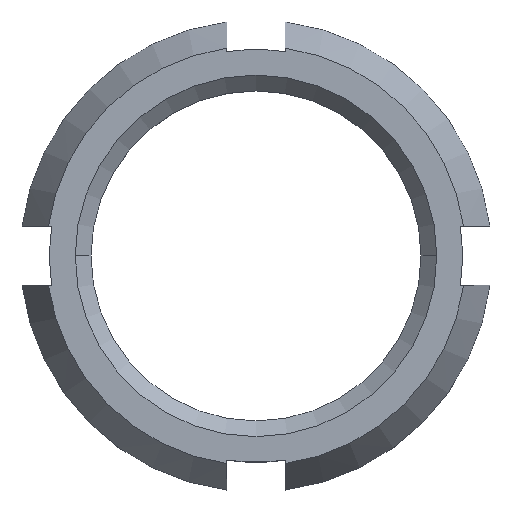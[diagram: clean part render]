
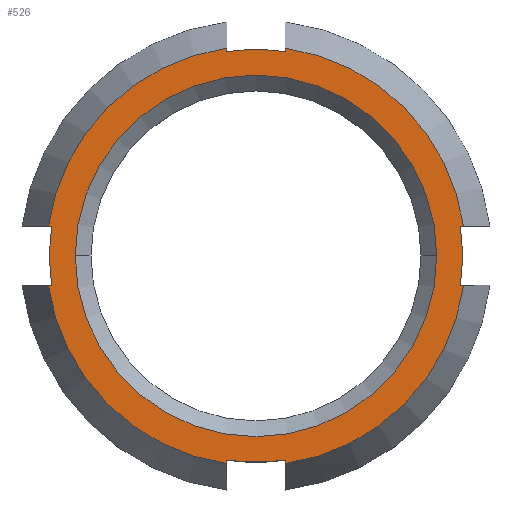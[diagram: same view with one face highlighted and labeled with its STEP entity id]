
A CAD part, top view. The second image highlights one B-rep face of the part: STEP entity #526.
In plain terms, the highlighted planar face has unit normal (0, 0, 1).
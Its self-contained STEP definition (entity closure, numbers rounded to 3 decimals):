
#144=CARTESIAN_POINT('',(4.575,0.,16.1));
#145=VERTEX_POINT('',#144);
#159=CARTESIAN_POINT('',(-4.625,0.,16.1));
#160=VERTEX_POINT('',#159);
#167=CARTESIAN_POINT('',(-0.025,0.,16.1));
#168=DIRECTION('',(0.0,0.0,1.0));
#169=DIRECTION('',(1.0,0.0,0.0));
#170=AXIS2_PLACEMENT_3D('',#167,#168,#169);
#171=CIRCLE('',#170,4.6);
#172=EDGE_CURVE('',#160,#145,#171,.T.);
#183=CARTESIAN_POINT('',(-0.025,0.,16.1));
#184=DIRECTION('',(0.0,0.0,1.0));
#185=DIRECTION('',(1.0,0.0,0.0));
#186=AXIS2_PLACEMENT_3D('',#183,#184,#185);
#187=CIRCLE('',#186,4.6);
#188=EDGE_CURVE('',#145,#160,#187,.T.);
#379=CARTESIAN_POINT('',(-5.836,-5.811,16.1));
#380=DIRECTION('',(0.0,0.0,-1.0));
#381=DIRECTION('',(-1.0,0.0,0.0));
#382=AXIS2_PLACEMENT_3D('',#379,#380,#381);
#383=PLANE('',#382);
#384=CARTESIAN_POINT('',(-5.221,-0.75,16.1));
#385=VERTEX_POINT('',#384);
#386=CARTESIAN_POINT('',(-5.308,-0.75,16.1));
#387=VERTEX_POINT('',#386);
#388=CARTESIAN_POINT('',(-5.221,-0.75,16.1));
#389=DIRECTION('',(-1.0,0.0,0.0));
#390=VECTOR('',#389,0.087);
#391=LINE('',#388,#390);
#392=EDGE_CURVE('',#385,#387,#391,.T.);
#393=ORIENTED_EDGE('',*,*,#392,.T.);
#394=CARTESIAN_POINT('',(-0.775,-5.283,16.1));
#395=VERTEX_POINT('',#394);
#396=CARTESIAN_POINT('',(-0.025,0.,16.1));
#397=DIRECTION('',(0.0,0.0,1.0));
#398=DIRECTION('',(0.0,1.0,0.0));
#399=AXIS2_PLACEMENT_3D('',#396,#397,#398);
#400=CIRCLE('',#399,5.336);
#401=EDGE_CURVE('',#387,#395,#400,.T.);
#402=ORIENTED_EDGE('',*,*,#401,.T.);
#403=CARTESIAN_POINT('',(-0.775,-5.196,16.1));
#404=VERTEX_POINT('',#403);
#405=CARTESIAN_POINT('',(-0.775,-5.283,16.1));
#406=DIRECTION('',(0.0,1.0,0.0));
#407=VECTOR('',#406,0.087);
#408=LINE('',#405,#407);
#409=EDGE_CURVE('',#395,#404,#408,.T.);
#410=ORIENTED_EDGE('',*,*,#409,.T.);
#411=CARTESIAN_POINT('',(0.725,-5.196,16.1));
#412=VERTEX_POINT('',#411);
#413=CARTESIAN_POINT('',(-0.025,0.,16.1));
#414=DIRECTION('',(0.,0.,1.0));
#415=DIRECTION('',(0.143,0.99,0.));
#416=AXIS2_PLACEMENT_3D('',#413,#414,#415);
#417=CIRCLE('',#416,5.25);
#418=EDGE_CURVE('',#404,#412,#417,.T.);
#419=ORIENTED_EDGE('',*,*,#418,.T.);
#420=CARTESIAN_POINT('',(0.725,-5.283,16.1));
#421=VERTEX_POINT('',#420);
#422=CARTESIAN_POINT('',(0.725,-5.196,16.1));
#423=DIRECTION('',(0.0,-1.0,0.0));
#424=VECTOR('',#423,0.087);
#425=LINE('',#422,#424);
#426=EDGE_CURVE('',#412,#421,#425,.T.);
#427=ORIENTED_EDGE('',*,*,#426,.T.);
#428=CARTESIAN_POINT('',(5.258,-0.75,16.1));
#429=VERTEX_POINT('',#428);
#430=CARTESIAN_POINT('',(-0.025,0.,16.1));
#431=DIRECTION('',(0.0,0.0,1.0));
#432=DIRECTION('',(0.0,1.0,0.0));
#433=AXIS2_PLACEMENT_3D('',#430,#431,#432);
#434=CIRCLE('',#433,5.336);
#435=EDGE_CURVE('',#421,#429,#434,.T.);
#436=ORIENTED_EDGE('',*,*,#435,.T.);
#437=CARTESIAN_POINT('',(5.171,-0.75,16.1));
#438=VERTEX_POINT('',#437);
#439=CARTESIAN_POINT('',(5.258,-0.75,16.1));
#440=DIRECTION('',(-1.0,0.0,0.0));
#441=VECTOR('',#440,0.087);
#442=LINE('',#439,#441);
#443=EDGE_CURVE('',#429,#438,#442,.T.);
#444=ORIENTED_EDGE('',*,*,#443,.T.);
#445=CARTESIAN_POINT('',(5.171,0.75,16.1));
#446=VERTEX_POINT('',#445);
#447=CARTESIAN_POINT('',(-0.025,0.,16.1));
#448=DIRECTION('',(0.,0.,1.0));
#449=DIRECTION('',(-0.99,0.143,0.));
#450=AXIS2_PLACEMENT_3D('',#447,#448,#449);
#451=CIRCLE('',#450,5.25);
#452=EDGE_CURVE('',#438,#446,#451,.T.);
#453=ORIENTED_EDGE('',*,*,#452,.T.);
#454=CARTESIAN_POINT('',(5.258,0.75,16.1));
#455=VERTEX_POINT('',#454);
#456=CARTESIAN_POINT('',(5.171,0.75,16.1));
#457=DIRECTION('',(1.0,0.0,0.0));
#458=VECTOR('',#457,0.087);
#459=LINE('',#456,#458);
#460=EDGE_CURVE('',#446,#455,#459,.T.);
#461=ORIENTED_EDGE('',*,*,#460,.T.);
#462=CARTESIAN_POINT('',(0.725,5.283,16.1));
#463=VERTEX_POINT('',#462);
#464=CARTESIAN_POINT('',(-0.025,0.,16.1));
#465=DIRECTION('',(0.0,0.0,1.0));
#466=DIRECTION('',(0.0,1.0,0.0));
#467=AXIS2_PLACEMENT_3D('',#464,#465,#466);
#468=CIRCLE('',#467,5.336);
#469=EDGE_CURVE('',#455,#463,#468,.T.);
#470=ORIENTED_EDGE('',*,*,#469,.T.);
#471=CARTESIAN_POINT('',(0.725,5.196,16.1));
#472=VERTEX_POINT('',#471);
#473=CARTESIAN_POINT('',(0.725,5.283,16.1));
#474=DIRECTION('',(0.0,-1.0,0.0));
#475=VECTOR('',#474,0.087);
#476=LINE('',#473,#475);
#477=EDGE_CURVE('',#463,#472,#476,.T.);
#478=ORIENTED_EDGE('',*,*,#477,.T.);
#479=CARTESIAN_POINT('',(-0.775,5.196,16.1));
#480=VERTEX_POINT('',#479);
#481=CARTESIAN_POINT('',(-0.025,0.,16.1));
#482=DIRECTION('',(0.,0.,1.0));
#483=DIRECTION('',(-0.143,-0.99,0.));
#484=AXIS2_PLACEMENT_3D('',#481,#482,#483);
#485=CIRCLE('',#484,5.25);
#486=EDGE_CURVE('',#472,#480,#485,.T.);
#487=ORIENTED_EDGE('',*,*,#486,.T.);
#488=CARTESIAN_POINT('',(-0.775,5.283,16.1));
#489=VERTEX_POINT('',#488);
#490=CARTESIAN_POINT('',(-0.775,5.196,16.1));
#491=DIRECTION('',(0.0,1.0,0.0));
#492=VECTOR('',#491,0.087);
#493=LINE('',#490,#492);
#494=EDGE_CURVE('',#480,#489,#493,.T.);
#495=ORIENTED_EDGE('',*,*,#494,.T.);
#496=CARTESIAN_POINT('',(-5.308,0.75,16.1));
#497=VERTEX_POINT('',#496);
#498=CARTESIAN_POINT('',(-0.025,0.,16.1));
#499=DIRECTION('',(0.0,0.0,1.0));
#500=DIRECTION('',(0.0,1.0,0.0));
#501=AXIS2_PLACEMENT_3D('',#498,#499,#500);
#502=CIRCLE('',#501,5.336);
#503=EDGE_CURVE('',#489,#497,#502,.T.);
#504=ORIENTED_EDGE('',*,*,#503,.T.);
#505=CARTESIAN_POINT('',(-5.221,0.75,16.1));
#506=VERTEX_POINT('',#505);
#507=CARTESIAN_POINT('',(-5.308,0.75,16.1));
#508=DIRECTION('',(1.0,0.0,0.0));
#509=VECTOR('',#508,0.087);
#510=LINE('',#507,#509);
#511=EDGE_CURVE('',#497,#506,#510,.T.);
#512=ORIENTED_EDGE('',*,*,#511,.T.);
#513=CARTESIAN_POINT('',(-0.025,0.,16.1));
#514=DIRECTION('',(0.,0.,1.0));
#515=DIRECTION('',(0.99,-0.143,0.));
#516=AXIS2_PLACEMENT_3D('',#513,#514,#515);
#517=CIRCLE('',#516,5.25);
#518=EDGE_CURVE('',#506,#385,#517,.T.);
#519=ORIENTED_EDGE('',*,*,#518,.T.);
#520=EDGE_LOOP('',(#393,#402,#410,#419,#427,#436,#444,#453,#461,#470,#478,#487,#495,#504,#512,#519));
#521=FACE_OUTER_BOUND('',#520,.T.);
#522=ORIENTED_EDGE('',*,*,#172,.F.);
#523=ORIENTED_EDGE('',*,*,#188,.F.);
#524=EDGE_LOOP('',(#522,#523));
#525=FACE_BOUND('',#524,.T.);
#526=ADVANCED_FACE('',(#521,#525),#383,.F.);
